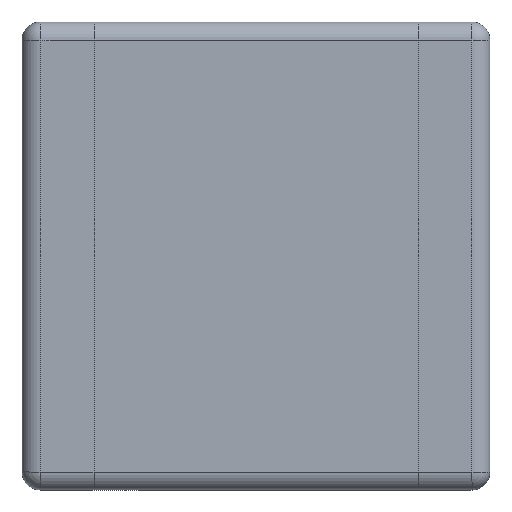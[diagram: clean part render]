
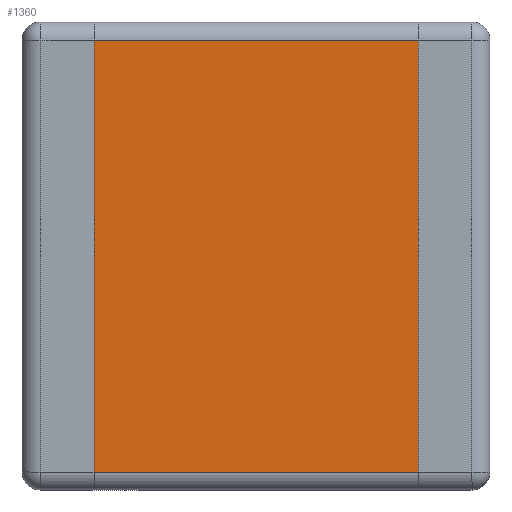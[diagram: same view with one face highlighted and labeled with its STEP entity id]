
A CAD part, front view. The second image highlights one B-rep face of the part: STEP entity #1360.
In plain terms, the highlighted planar face has unit normal (0, -1, 0).
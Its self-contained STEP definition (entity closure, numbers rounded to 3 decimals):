
#181 = CARTESIAN_POINT ( 'NONE',  ( 0.45, 0., 0.6 ) ) ;
#231 = FACE_OUTER_BOUND ( 'NONE', #1361, .T. ) ;
#233 = CARTESIAN_POINT ( 'NONE',  ( -0.45, 0., 0.6 ) ) ;
#420 = DIRECTION ( 'NONE',  ( 1., 0., 0. ) ) ;
#421 = VECTOR ( 'NONE', #420, 1000. ) ;
#422 = CARTESIAN_POINT ( 'NONE',  ( 0.65, 0., -0.6 ) ) ;
#423 = LINE ( 'NONE', #422, #421 ) ;
#630 = DIRECTION ( 'NONE',  ( -1., 0., 0. ) ) ;
#631 = VECTOR ( 'NONE', #630, 1000. ) ;
#632 = CARTESIAN_POINT ( 'NONE',  ( -0.65, 0., 0.6 ) ) ;
#633 = LINE ( 'NONE', #632, #631 ) ;
#722 = DIRECTION ( 'NONE',  ( 0., 0., -1. ) ) ;
#723 = DIRECTION ( 'NONE',  ( 0., -1., 0. ) ) ;
#724 = CARTESIAN_POINT ( 'NONE',  ( 0.65, 0., -0.65 ) ) ;
#725 = AXIS2_PLACEMENT_3D ( 'NONE', #724, #723, #722 ) ;
#727 = PLANE ( 'NONE',  #725 ) ;
#1151 = EDGE_CURVE ( 'NONE', #1214, #1152, #1555, .T. ) ;
#1152 = VERTEX_POINT ( 'NONE', #1551 ) ;
#1153 = EDGE_CURVE ( 'NONE', #1159, #1229, #1550, .T. ) ;
#1159 = VERTEX_POINT ( 'NONE', #1578 ) ;
#1214 = VERTEX_POINT ( 'NONE', #181 ) ;
#1229 = VERTEX_POINT ( 'NONE', #233 ) ;
#1284 = ORIENTED_EDGE ( 'NONE', *, *, #1153, .F. ) ;
#1285 = ORIENTED_EDGE ( 'NONE', *, *, #1286, .T. ) ;
#1286 = EDGE_CURVE ( 'NONE', #1159, #1152, #423, .T. ) ;
#1287 = ORIENTED_EDGE ( 'NONE', *, *, #1151, .F. ) ;
#1342 = ORIENTED_EDGE ( 'NONE', *, *, #1343, .T. ) ;
#1343 = EDGE_CURVE ( 'NONE', #1214, #1229, #633, .T. ) ;
#1360 = ADVANCED_FACE ( 'NONE', ( #231 ), #727, .T. ) ;
#1361 = EDGE_LOOP ( 'NONE', ( #1284, #1285, #1287, #1342 ) ) ;
#1547 = DIRECTION ( 'NONE',  ( 0., 0., 1. ) ) ;
#1548 = VECTOR ( 'NONE', #1547, 1000. ) ;
#1549 = CARTESIAN_POINT ( 'NONE',  ( -0.45, 0., -0.65 ) ) ;
#1550 = LINE ( 'NONE', #1549, #1548 ) ;
#1551 = CARTESIAN_POINT ( 'NONE',  ( 0.45, 0., -0.6 ) ) ;
#1552 = DIRECTION ( 'NONE',  ( 0., 0., -1. ) ) ;
#1553 = VECTOR ( 'NONE', #1552, 1000. ) ;
#1554 = CARTESIAN_POINT ( 'NONE',  ( 0.45, 0., -0.65 ) ) ;
#1555 = LINE ( 'NONE', #1554, #1553 ) ;
#1578 = CARTESIAN_POINT ( 'NONE',  ( -0.45, 0., -0.6 ) ) ;
